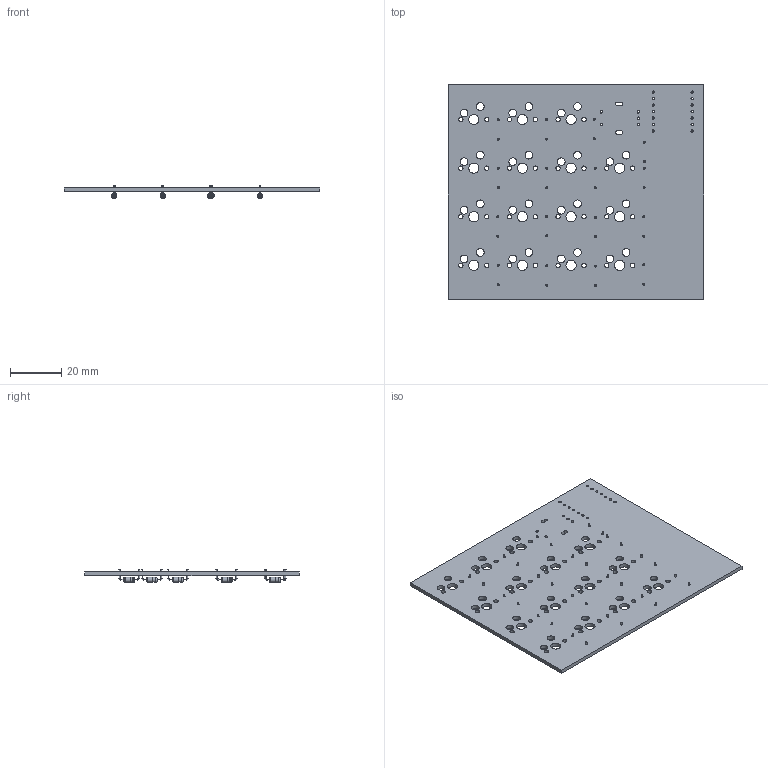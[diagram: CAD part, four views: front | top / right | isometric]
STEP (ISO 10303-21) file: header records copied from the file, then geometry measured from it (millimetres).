
FILE_DESCRIPTION(('KiCad electronic assembly'),'2;1');
FILE_NAME('pcb.step','2025-12-15T14:26:33',('Pcbnew'),('Kicad'), 'Open CASCADE STEP processor 7.9','KiCad to STEP converter','Unknown' );
FILE_SCHEMA(('AUTOMOTIVE_DESIGN { 1 0 10303 214 1 1 1 1 }'));
Length unit declared in the file: millimetre
Products named in the file (3): pcb 1; D_DO-35_SOD27_P7.62mm_Horizontal; pcb_PCB
Assembly tree (17 placements, depth 2):
  pcb 1
    D_DO-35_SOD27_P7.62mm_Horizontal  x16
    pcb_PCB
Bounding box: 100 x 84 x 5.01 mm (x, y, z)
Volume: 12166.8 mm3; surface area: 18384.3 mm2
Topology: 33 solids, 33 shells, 396 faces, 798 edges, 500 vertices
Faces by surface type: cylinder 226, plane 106, torus 64
Full cylindrical faces by diameter (mm): 0.5 x48, 0.8 x32, 0.889 x14, 1 x5, 1.702 x30, 2 x32, 2.02 x16, 3 x30, 3.988 x15
Entity records: 5991 total; most frequent: DIRECTION 1064, CARTESIAN_POINT 902, ORIENTED_EDGE 876, AXIS2_PLACEMENT_3D 452, EDGE_CURVE 438, FACE_BOUND 414, EDGE_LOOP 414, VERTEX_POINT 290
